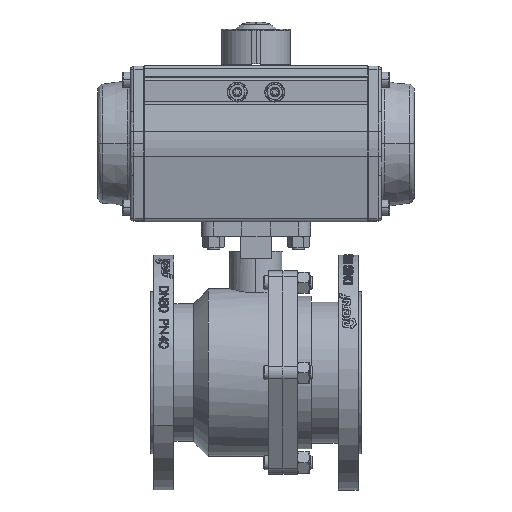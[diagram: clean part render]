
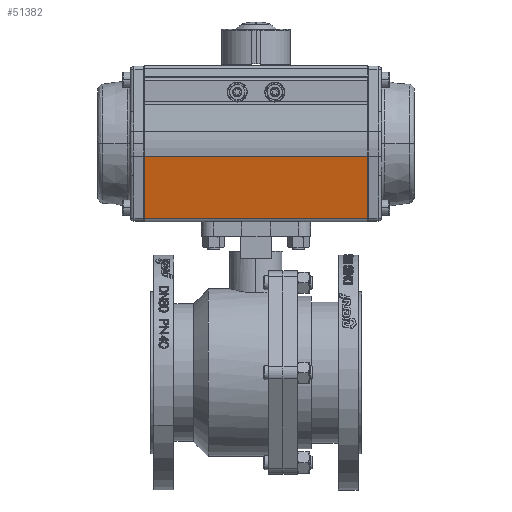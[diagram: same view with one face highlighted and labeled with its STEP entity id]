
A CAD part, left-side view. The second image highlights one B-rep face of the part: STEP entity #51382.
In plain terms, the highlighted planar face has unit normal (0.983, 0, 0.185).
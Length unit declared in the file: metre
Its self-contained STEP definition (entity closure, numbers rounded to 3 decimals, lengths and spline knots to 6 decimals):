
#203 = VECTOR ( 'NONE', #10133, 1. ) ;
#7378 = LINE ( 'NONE', #53756, #93081 ) ;
#9518 = LINE ( 'NONE', #93689, #203 ) ;
#10133 = DIRECTION ( 'NONE',  ( -0.185, 0., 0.983 ) ) ;
#11868 = CARTESIAN_POINT ( 'NONE',  ( -0.056064, 0.124654, 0.398975 ) ) ;
#15134 = VERTEX_POINT ( 'NONE', #92442 ) ;
#21177 = ORIENTED_EDGE ( 'NONE', *, *, #90080, .T. ) ;
#22314 = VERTEX_POINT ( 'NONE', #11868 ) ;
#34634 = ORIENTED_EDGE ( 'NONE', *, *, #49311, .T. ) ;
#40545 = PLANE ( 'NONE',  #58787 ) ;
#42247 = EDGE_CURVE ( 'NONE', #15134, #90228, #7378, .T. ) ;
#42300 = VECTOR ( 'NONE', #65593, 1. ) ;
#42885 = LINE ( 'NONE', #79397, #50216 ) ;
#49311 = EDGE_CURVE ( 'NONE', #120768, #22314, #9518, .T. ) ;
#50216 = VECTOR ( 'NONE', #116749, 1. ) ;
#51382 = ADVANCED_FACE ( 'NONE', ( #57603 ), #40545, .T. ) ;
#51826 = EDGE_LOOP ( 'NONE', ( #21177, #62804, #119283, #34634 ) ) ;
#53756 = CARTESIAN_POINT ( 'NONE',  ( -0.045948, -0.065342, 0.345549 ) ) ;
#54380 = DIRECTION ( 'NONE',  ( 0.185, 0., -0.983 ) ) ;
#57008 = DIRECTION ( 'NONE',  ( 0.983, 0., 0.185 ) ) ;
#57603 = FACE_OUTER_BOUND ( 'NONE', #51826, .T. ) ;
#58787 = AXIS2_PLACEMENT_3D ( 'NONE', #113202, #57008, #105203 ) ;
#62804 = ORIENTED_EDGE ( 'NONE', *, *, #42247, .T. ) ;
#65593 = DIRECTION ( 'NONE',  ( 0., -1., 0. ) ) ;
#65662 = EDGE_CURVE ( 'NONE', #90228, #120768, #42885, .T. ) ;
#70982 = CARTESIAN_POINT ( 'NONE',  ( -0.046014, 0.124658, 0.345549 ) ) ;
#79397 = CARTESIAN_POINT ( 'NONE',  ( -0.046014, 0.124658, 0.345549 ) ) ;
#85060 = CARTESIAN_POINT ( 'NONE',  ( -0.056064, 0.124654, 0.398975 ) ) ;
#90080 = EDGE_CURVE ( 'NONE', #22314, #15134, #92451, .T. ) ;
#90228 = VERTEX_POINT ( 'NONE', #98440 ) ;
#92442 = CARTESIAN_POINT ( 'NONE',  ( -0.055997, -0.065346, 0.398975 ) ) ;
#92451 = LINE ( 'NONE', #85060, #42300 ) ;
#93081 = VECTOR ( 'NONE', #54380, 1. ) ;
#93689 = CARTESIAN_POINT ( 'NONE',  ( -0.046014, 0.124658, 0.345549 ) ) ;
#98440 = CARTESIAN_POINT ( 'NONE',  ( -0.045948, -0.065342, 0.345549 ) ) ;
#105203 = DIRECTION ( 'NONE',  ( 0.185, 0., -0.983 ) ) ;
#113202 = CARTESIAN_POINT ( 'NONE',  ( -0.046014, 0.124658, 0.345549 ) ) ;
#116749 = DIRECTION ( 'NONE',  ( 0., 1., 0. ) ) ;
#119283 = ORIENTED_EDGE ( 'NONE', *, *, #65662, .T. ) ;
#120768 = VERTEX_POINT ( 'NONE', #70982 ) ;
